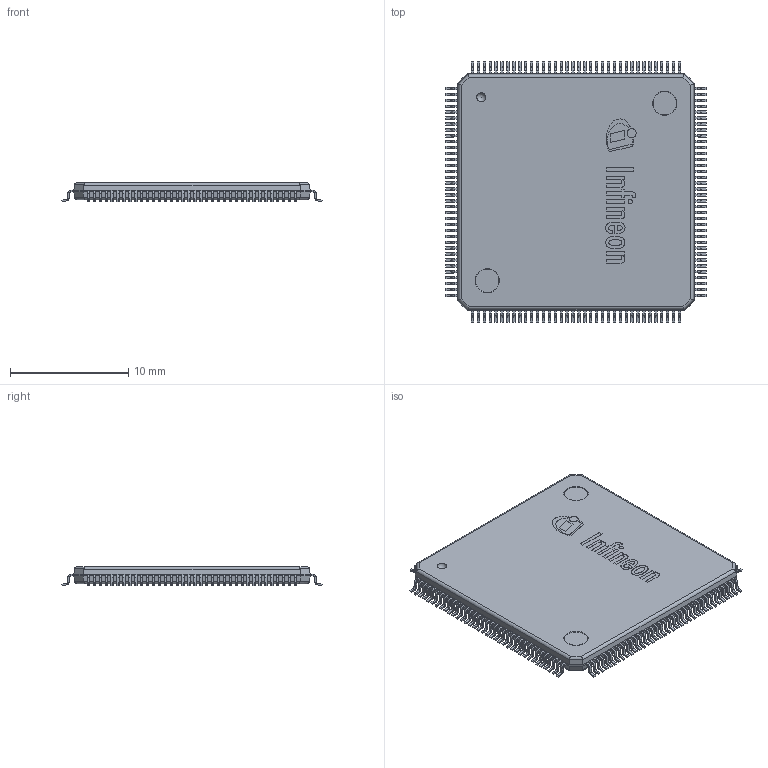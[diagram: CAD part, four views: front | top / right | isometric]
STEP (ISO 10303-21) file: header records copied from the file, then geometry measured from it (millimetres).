
FILE_DESCRIPTION(/* description */ (''),/* implementation_level */ '2;1');
FILE_NAME(/* name */ 'PG-LQFP-144-22_Z8B00171076_7.5x7.5_V05_3D.stp',/* time_stamp */ '2025-03-27T11:10:38+05:30',/* author */ ('sivamani'),/* organization */ (''),/* preprocessor_version */ 'ST-DEVELOPER v19.2',/* originating_system */ 'AutoCAD Mechanical',/* authorisation */ '');
FILE_SCHEMA (('AUTOMOTIVE_DESIGN { 1 0 10303 214 3 1 1 }'));
Products named in the file (1): Product
Bounding box: 22 x 22 x 1.61 mm (x, y, z)
Volume: 577.4 mm3; surface area: 2785.7 mm2
Topology: 161 solids, 161 shells, 2672 faces, 6938 edges, 4599 vertices
Faces by surface type: plane 1788, cylinder 851, torus 30, sphere 3
Full cylindrical faces by diameter (mm): 0.372 x1, 0.768 x1, 0.775 x1, 2 x6
Entity records: 81411 total; most frequent: CARTESIAN_POINT 14207, DIRECTION 14000, ORIENTED_EDGE 13870, EDGE_CURVE 6935, LINE 5216, VECTOR 5216, VERTEX_POINT 4599, AXIS2_PLACEMENT_3D 4392
